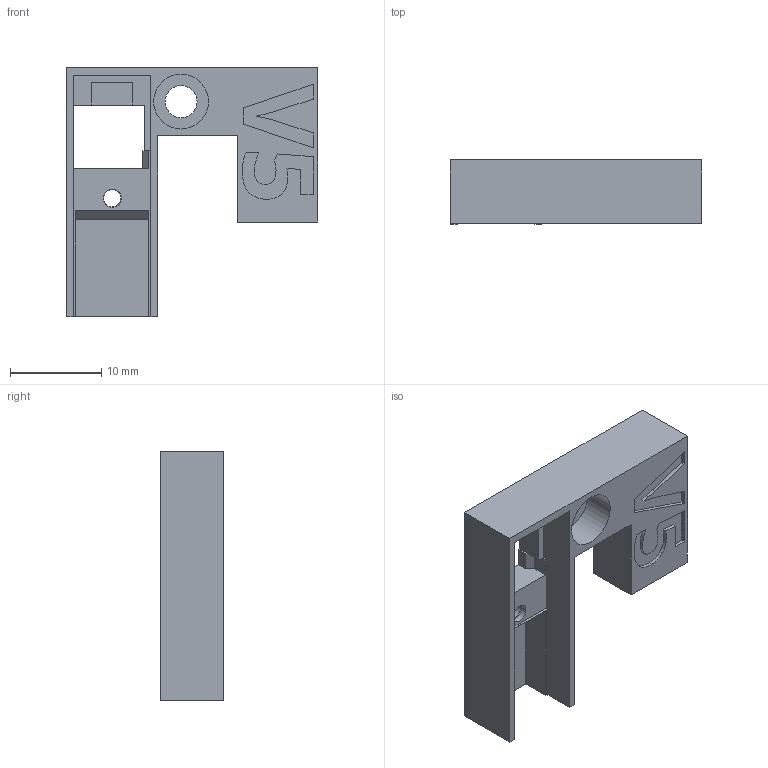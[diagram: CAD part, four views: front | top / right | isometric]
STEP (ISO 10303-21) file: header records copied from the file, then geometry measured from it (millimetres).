
FILE_DESCRIPTION(/* description */ ('STEP AP242','CAx-IF Rec.Pracs.---Representation and Presentation of Product Manufacturing Information (PMI)---4.0---2014-10-13','CAx-IF Rec.Pracs.---3D Tessellated Geometry---0.4---2014-09-14','2;1'),/* implementation_level */ '2;1');
FILE_NAME(/* name */ '61e195af0802a603c997f2bc',/* time_stamp */ '2022-01-14T15:24:32+00:00',/* author */ (''),/* organization */ (''),/* preprocessor_version */ 'ST-DEVELOPER v18.101',/* originating_system */ ' ',/* authorisation */ ' ');
FILE_SCHEMA (('AP242_MANAGED_MODEL_BASED_3D_ENGINEERING_MIM_LF { 1 0 10303 442 1 1 4 }'));
Length unit declared in the file: metre
Products named in the file (1): extrusor_mini_3dvfos_fsmodule v2
Bounding box: 27.5 x 7 x 27.3 mm (x, y, z)
Volume: 1760.3 mm3; surface area: 2407 mm2
Topology: 1 solids, 2 shells, 87 faces, 236 edges, 156 vertices
Faces by surface type: plane 67, bspline 15, cylinder 4, cone 1
Full cylindrical faces by diameter (mm): 1.85 x1, 2 x1, 3.5 x1, 6 x1
Entity records: 2747 total; most frequent: CARTESIAN_POINT 647, ORIENTED_EDGE 460, DIRECTION 351, EDGE_CURVE 230, LINE 189, VECTOR 189, VERTEX_POINT 155, EDGE_LOOP 101
